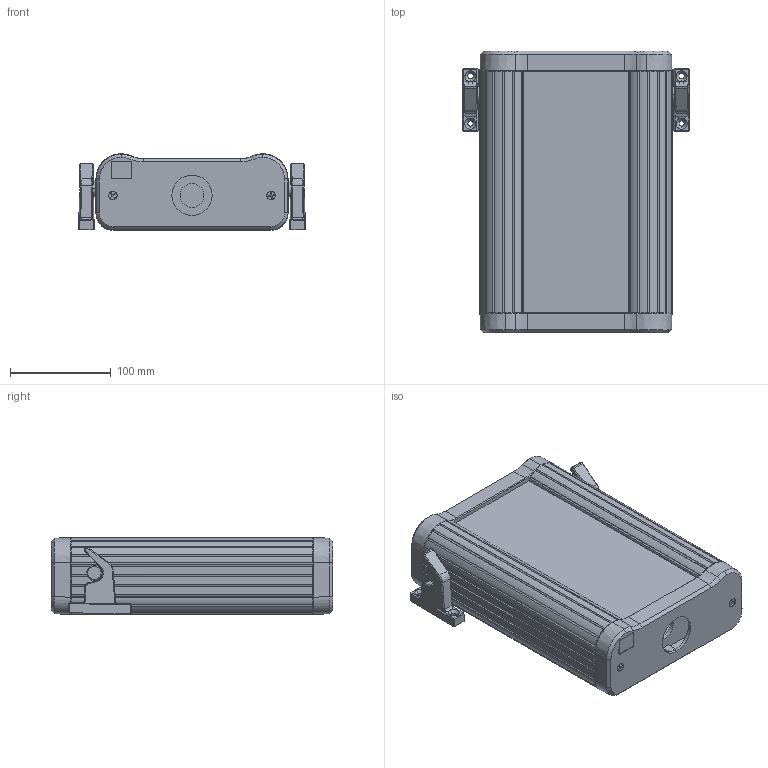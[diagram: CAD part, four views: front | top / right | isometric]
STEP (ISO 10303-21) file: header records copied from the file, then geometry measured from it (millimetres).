
FILE_DESCRIPTION (( 'STEP AP214' ), '1' );
FILE_NAME ('29111000.STEP', '2016-04-12T11:06:18', ( 'Macha' ), ( 'Hewlett-Packard Company' ), 'SwSTEP 2.0', 'SolidWorks 2015', '' );
FILE_SCHEMA (( 'AUTOMOTIVE_DESIGN' ));
Length unit declared in the file: millimetre
Products named in the file (31): 51138; 51614; 51422; 51613; 93253; 95247; 82010; 82001_Einbau Alternative; 86200; 51405; 51404; 11504_240 Lang; 21343; 29111000; 21342; 21343_Bearbeitung nach Zeichng. 29-2-000020-01-1; 21351; 51038; 95147; 93111_EJOT Delta PT Schraube H 30x8 WN5411; 11505_L„nge 239; 86219; 93517; 93246; 21352; 51419; 93110_EJOT Delta PT Schraube KA50x30; 51885
Assembly tree (97 placements, depth 5):
  29111000
    51419
      51138
        11504_240 Lang
    51422
      51138
        11504_240 Lang
    21352  x2
    21351  x2
    93111_EJOT Delta PT Schraube H 30x8 WN5411  x2
    51885
      51614
        21342
      51038
        11505_L„nge 239  x2
      51405
        21343
        86200  x6
        86219  x2
      51613
        21343_Bearbeitung nach Zeichng. 29-2-000020-01-1
        86200  x6
        86219  x2
      82001_Einbau Alternative  x4
      82010  x2
      93110_EJOT Delta PT Schraube KA50x30  x8
      93517  x12
      93246  x24
      93253  x4
      51404
        21342
        51614
          21342
      95147
      95247
Bounding box: 225.34 x 280 x 75.99 mm (x, y, z)
Volume: 1062017.4 mm3; surface area: 737933.6 mm2
Topology: 83 solids, 91 shells, 3805 faces, 10288 edges, 6681 vertices
Faces by surface type: plane 1884, cylinder 954, cone 809, torus 88, bspline 70
Entity records: 41201 total; most frequent: CARTESIAN_POINT 10783, ORIENTED_EDGE 6096, DIRECTION 5995, EDGE_CURVE 3050, AXIS2_PLACEMENT_3D 2059, VERTEX_POINT 1967, LINE 1877, VECTOR 1877
